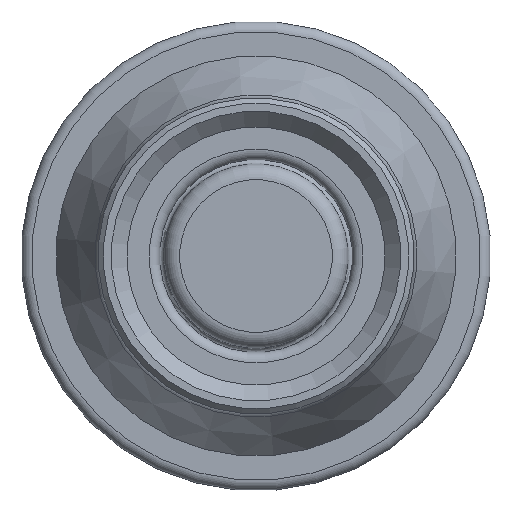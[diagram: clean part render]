
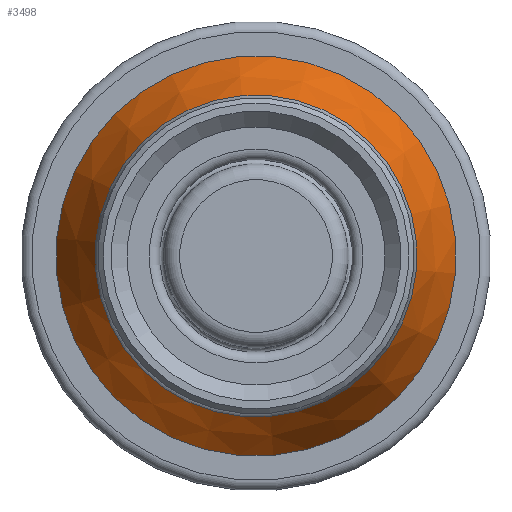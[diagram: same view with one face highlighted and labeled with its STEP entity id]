
A CAD part, front view. The second image highlights one B-rep face of the part: STEP entity #3498.
In plain terms, the highlighted conical face has half-angle 25 degrees and reference radius 19 mm.
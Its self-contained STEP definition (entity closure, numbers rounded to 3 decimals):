
#610=CONICAL_SURFACE('',#3751,19.,0.436);
#700=FACE_BOUND('',#1030,.T.);
#789=FACE_OUTER_BOUND('',#1029,.T.);
#1029=EDGE_LOOP('',(#2435));
#1030=EDGE_LOOP('',(#2436));
#1346=CIRCLE('',#3742,15.281);
#1352=CIRCLE('',#3752,19.);
#1548=VERTEX_POINT('',#5146);
#1554=VERTEX_POINT('',#5162);
#1914=EDGE_CURVE('',#1548,#1548,#1346,.T.);
#1920=EDGE_CURVE('',#1554,#1554,#1352,.T.);
#2435=ORIENTED_EDGE('',*,*,#1914,.T.);
#2436=ORIENTED_EDGE('',*,*,#1920,.T.);
#3498=ADVANCED_FACE('',(#789,#700),#610,.T.);
#3742=AXIS2_PLACEMENT_3D('',#5147,#4160,#4161);
#3751=AXIS2_PLACEMENT_3D('',#5161,#4178,#4179);
#3752=AXIS2_PLACEMENT_3D('',#5163,#4180,#4181);
#4160=DIRECTION('center_axis',(0.,1.,0.));
#4161=DIRECTION('ref_axis',(0.573,0.,-0.819));
#4178=DIRECTION('center_axis',(0.,1.,0.));
#4179=DIRECTION('ref_axis',(-0.819,0.,-0.573));
#4180=DIRECTION('center_axis',(0.,-1.,0.));
#4181=DIRECTION('ref_axis',(-0.819,0.,-0.573));
#5146=CARTESIAN_POINT('',(-12.518,-9.475,-8.764));
#5147=CARTESIAN_POINT('Origin',(0.,-9.475,
0.));
#5161=CARTESIAN_POINT('Origin',(0.,-1.5,0.));
#5162=CARTESIAN_POINT('',(-15.565,-1.5,-10.896));
#5163=CARTESIAN_POINT('Origin',(0.,-1.5,0.));
